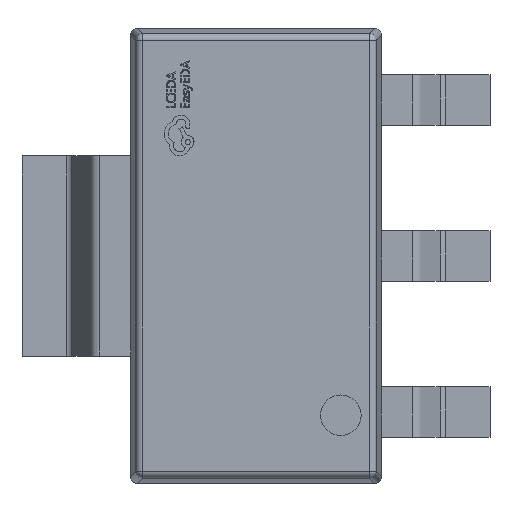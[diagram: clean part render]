
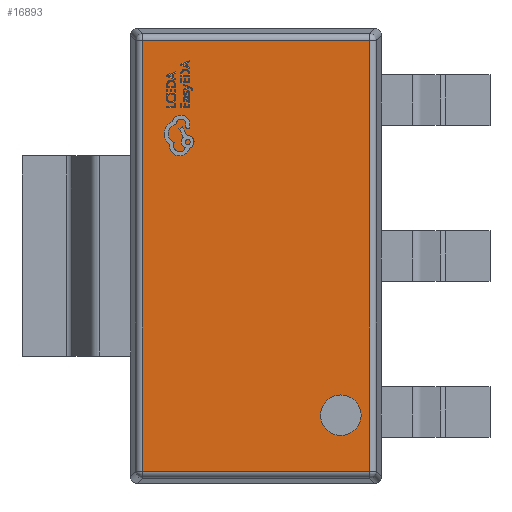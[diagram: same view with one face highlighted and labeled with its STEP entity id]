
A CAD part, top view. The second image highlights one B-rep face of the part: STEP entity #16893.
In plain terms, the highlighted planar face has unit normal (0, 0, 1).
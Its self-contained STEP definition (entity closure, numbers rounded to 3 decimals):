
#108 = AXIS2_PLACEMENT_3D ( 'NONE', #1307, #14992, #6864 ) ;
#286 = LINE ( 'NONE', #3028, #10086 ) ;
#542 = DIRECTION ( 'NONE',  ( 1., 0., 0. ) ) ;
#689 = CARTESIAN_POINT ( 'NONE',  ( 1.676, -3.176, 0.8 ) ) ;
#1307 = CARTESIAN_POINT ( 'NONE',  ( 1.25, -2.35, 0.8 ) ) ;
#1318 = EDGE_CURVE ( 'NONE', #8928, #1986, #9173, .T. ) ;
#1809 = CARTESIAN_POINT ( 'NONE',  ( 0., 0., 0.8 ) ) ;
#1929 = CARTESIAN_POINT ( 'NONE',  ( 0.95, -2.35, 0.8 ) ) ;
#1986 = VERTEX_POINT ( 'NONE', #689 ) ;
#2719 = AXIS2_PLACEMENT_3D ( 'NONE', #1809, #13191, #542 ) ;
#2832 = DIRECTION ( 'NONE',  ( -1., 0., 0. ) ) ;
#2873 = DIRECTION ( 'NONE',  ( 0., 0., 1. ) ) ;
#3014 = CIRCLE ( 'NONE', #108, 0.3 ) ;
#3028 = CARTESIAN_POINT ( 'NONE',  ( -1.766, 3.176, 0.8 ) ) ;
#3454 = EDGE_LOOP ( 'NONE', ( #10890, #16952, #13030, #13344 ) ) ;
#3641 = VECTOR ( 'NONE', #10936, 1000. ) ;
#3921 = CARTESIAN_POINT ( 'NONE',  ( -1.676, 3.176, 0.8 ) ) ;
#4233 = EDGE_CURVE ( 'NONE', #7027, #8928, #11859, .T. ) ;
#4371 = FACE_BOUND ( 'NONE', #8960, .T. ) ;
#5249 = VECTOR ( 'NONE', #7328, 1000. ) ;
#5787 = CARTESIAN_POINT ( 'NONE',  ( 1.25, -2.35, 0.8 ) ) ;
#6864 = DIRECTION ( 'NONE',  ( 1., 0., 0. ) ) ;
#6976 = CARTESIAN_POINT ( 'NONE',  ( 1.55, -2.35, 0.8 ) ) ;
#7027 = VERTEX_POINT ( 'NONE', #3921 ) ;
#7159 = VERTEX_POINT ( 'NONE', #6976 ) ;
#7328 = DIRECTION ( 'NONE',  ( 0., -1., 0. ) ) ;
#7491 = EDGE_CURVE ( 'NONE', #12020, #7027, #286, .T. ) ;
#8178 = VECTOR ( 'NONE', #14830, 1000. ) ;
#8467 = DIRECTION ( 'NONE',  ( 1., 0., 0. ) ) ;
#8928 = VERTEX_POINT ( 'NONE', #12161 ) ;
#8960 = EDGE_LOOP ( 'NONE', ( #13622, #10035 ) ) ;
#8989 = CIRCLE ( 'NONE', #10811, 0.3 ) ;
#9173 = LINE ( 'NONE', #11776, #8178 ) ;
#9701 = LINE ( 'NONE', #17830, #3641 ) ;
#10035 = ORIENTED_EDGE ( 'NONE', *, *, #13983, .F. ) ;
#10086 = VECTOR ( 'NONE', #2832, 1000. ) ;
#10811 = AXIS2_PLACEMENT_3D ( 'NONE', #5787, #2873, #8467 ) ;
#10890 = ORIENTED_EDGE ( 'NONE', *, *, #14693, .T. ) ;
#10936 = DIRECTION ( 'NONE',  ( 0., 1., 0. ) ) ;
#11776 = CARTESIAN_POINT ( 'NONE',  ( 1.766, -3.176, 0.8 ) ) ;
#11859 = LINE ( 'NONE', #15813, #5249 ) ;
#12020 = VERTEX_POINT ( 'NONE', #13927 ) ;
#12161 = CARTESIAN_POINT ( 'NONE',  ( -1.676, -3.176, 0.8 ) ) ;
#12786 = EDGE_CURVE ( 'NONE', #7159, #14588, #8989, .T. ) ;
#13030 = ORIENTED_EDGE ( 'NONE', *, *, #4233, .T. ) ;
#13191 = DIRECTION ( 'NONE',  ( 0., 0., 1. ) ) ;
#13344 = ORIENTED_EDGE ( 'NONE', *, *, #1318, .T. ) ;
#13622 = ORIENTED_EDGE ( 'NONE', *, *, #12786, .F. ) ;
#13927 = CARTESIAN_POINT ( 'NONE',  ( 1.676, 3.176, 0.8 ) ) ;
#13983 = EDGE_CURVE ( 'NONE', #14588, #7159, #3014, .T. ) ;
#14310 = PLANE ( 'NONE',  #2719 ) ;
#14588 = VERTEX_POINT ( 'NONE', #1929 ) ;
#14693 = EDGE_CURVE ( 'NONE', #1986, #12020, #9701, .T. ) ;
#14830 = DIRECTION ( 'NONE',  ( 1., 0., 0. ) ) ;
#14992 = DIRECTION ( 'NONE',  ( 0., 0., 1. ) ) ;
#15813 = CARTESIAN_POINT ( 'NONE',  ( -1.676, -3.266, 0.8 ) ) ;
#16887 = FACE_OUTER_BOUND ( 'NONE', #3454, .T. ) ;
#16893 = ADVANCED_FACE ( 'NONE', ( #4371, #16887 ), #14310, .T. ) ;
#16952 = ORIENTED_EDGE ( 'NONE', *, *, #7491, .T. ) ;
#17830 = CARTESIAN_POINT ( 'NONE',  ( 1.676, 3.266, 0.8 ) ) ;
